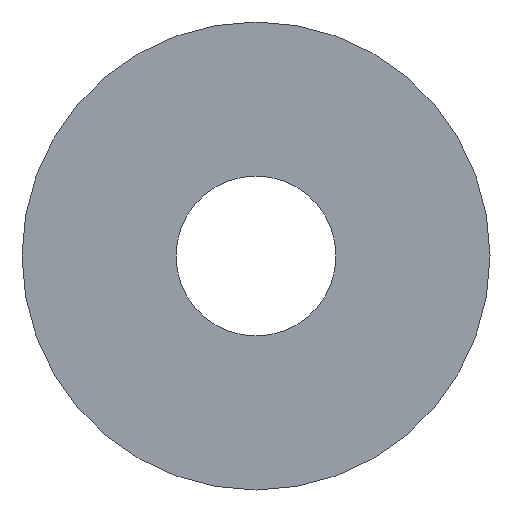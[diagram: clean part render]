
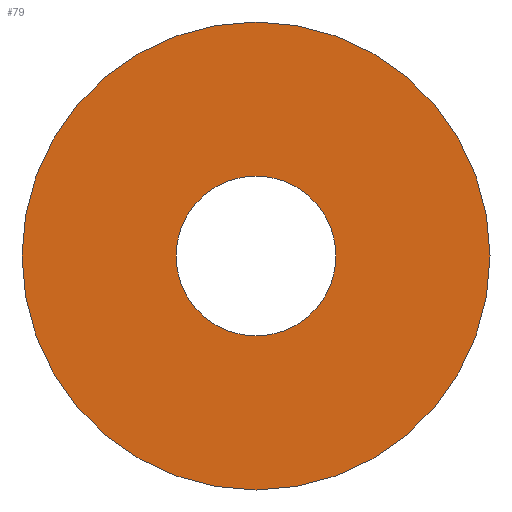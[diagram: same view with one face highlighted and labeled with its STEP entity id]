
A CAD part, front view. The second image highlights one B-rep face of the part: STEP entity #79.
In plain terms, the highlighted planar face has unit normal (0, -1, 0).
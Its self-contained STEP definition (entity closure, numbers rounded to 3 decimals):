
#1 = EDGE_LOOP ( 'NONE', ( #48, #96 ) ) ;
#5 = CIRCLE ( 'NONE', #132, 6. ) ;
#7 = DIRECTION ( 'NONE',  ( 0., 1., 0. ) ) ;
#11 = EDGE_CURVE ( 'NONE', #178, #124, #145, .T. ) ;
#18 = CARTESIAN_POINT ( 'NONE',  ( 0., 0., -2.05 ) ) ;
#19 = CARTESIAN_POINT ( 'NONE',  ( 0., 0., 0. ) ) ;
#21 = PLANE ( 'NONE',  #120 ) ;
#26 = VERTEX_POINT ( 'NONE', #184 ) ;
#27 = EDGE_CURVE ( 'NONE', #26, #136, #5, .T. ) ;
#28 = AXIS2_PLACEMENT_3D ( 'NONE', #40, #176, #41 ) ;
#33 = DIRECTION ( 'NONE',  ( 0., 1., 0. ) ) ;
#38 = CARTESIAN_POINT ( 'NONE',  ( 0., 0., 6. ) ) ;
#40 = CARTESIAN_POINT ( 'NONE',  ( 0., 0., 0. ) ) ;
#41 = DIRECTION ( 'NONE',  ( 0., 0., 1. ) ) ;
#47 = EDGE_LOOP ( 'NONE', ( #73, #183 ) ) ;
#48 = ORIENTED_EDGE ( 'NONE', *, *, #11, .T. ) ;
#49 = DIRECTION ( 'NONE',  ( 0., 0., 1. ) ) ;
#57 = FACE_OUTER_BOUND ( 'NONE', #47, .T. ) ;
#61 = CARTESIAN_POINT ( 'NONE',  ( 0., 0., 0. ) ) ;
#73 = ORIENTED_EDGE ( 'NONE', *, *, #27, .F. ) ;
#77 = AXIS2_PLACEMENT_3D ( 'NONE', #114, #7, #170 ) ;
#79 = ADVANCED_FACE ( 'NONE', ( #161, #57 ), #21, .F. ) ;
#82 = AXIS2_PLACEMENT_3D ( 'NONE', #138, #151, #153 ) ;
#96 = ORIENTED_EDGE ( 'NONE', *, *, #191, .T. ) ;
#102 = DIRECTION ( 'NONE',  ( 0., 1., 0. ) ) ;
#114 = CARTESIAN_POINT ( 'NONE',  ( 0., 0., 0. ) ) ;
#117 = CIRCLE ( 'NONE', #77, 6. ) ;
#120 = AXIS2_PLACEMENT_3D ( 'NONE', #19, #102, #172 ) ;
#124 = VERTEX_POINT ( 'NONE', #173 ) ;
#132 = AXIS2_PLACEMENT_3D ( 'NONE', #61, #33, #49 ) ;
#135 = CIRCLE ( 'NONE', #28, 2.05 ) ;
#136 = VERTEX_POINT ( 'NONE', #38 ) ;
#138 = CARTESIAN_POINT ( 'NONE',  ( 0., 0., 0. ) ) ;
#140 = EDGE_CURVE ( 'NONE', #136, #26, #117, .T. ) ;
#145 = CIRCLE ( 'NONE', #82, 2.05 ) ;
#151 = DIRECTION ( 'NONE',  ( 0., 1., 0. ) ) ;
#153 = DIRECTION ( 'NONE',  ( 0., 0., 1. ) ) ;
#161 = FACE_BOUND ( 'NONE', #1, .T. ) ;
#170 = DIRECTION ( 'NONE',  ( 0., 0., 1. ) ) ;
#172 = DIRECTION ( 'NONE',  ( 1., 0., 0. ) ) ;
#173 = CARTESIAN_POINT ( 'NONE',  ( 0., 0., 2.05 ) ) ;
#176 = DIRECTION ( 'NONE',  ( 0., 1., 0. ) ) ;
#178 = VERTEX_POINT ( 'NONE', #18 ) ;
#183 = ORIENTED_EDGE ( 'NONE', *, *, #140, .F. ) ;
#184 = CARTESIAN_POINT ( 'NONE',  ( 0., 0., -6. ) ) ;
#191 = EDGE_CURVE ( 'NONE', #124, #178, #135, .T. ) ;
